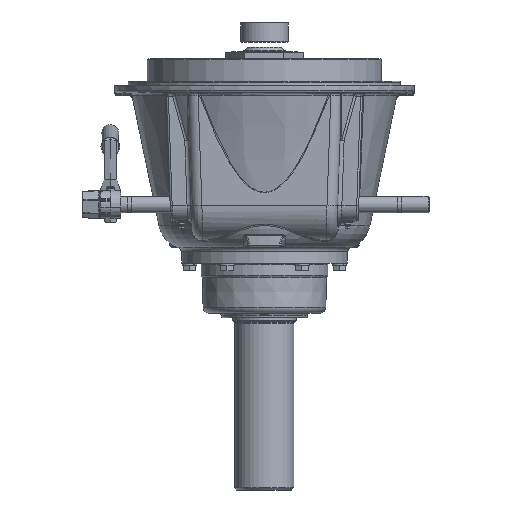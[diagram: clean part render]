
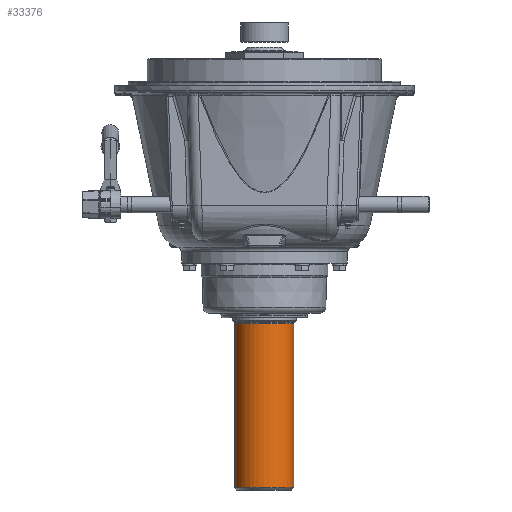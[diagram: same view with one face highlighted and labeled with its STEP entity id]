
A CAD part, front view. The second image highlights one B-rep face of the part: STEP entity #33376.
In plain terms, the highlighted cylindrical face has radius 44.444 mm (diameter 88.887 mm), a partial arc.
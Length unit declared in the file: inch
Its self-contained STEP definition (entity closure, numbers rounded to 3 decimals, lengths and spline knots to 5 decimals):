
#11472 = AXIS2_PLACEMENT_3D ( 'NONE', #38421, #37360, #38285 ) ;
#11488 = AXIS2_PLACEMENT_3D ( 'NONE', #38301, #38282, #38552 ) ;
#22113 = EDGE_CURVE ( 'NONE', #41501, #41719, #68724, .T. ) ;
#22181 = EDGE_CURVE ( 'NONE', #41778, #41164, #68801, .T. ) ;
#22241 = AXIS2_PLACEMENT_3D ( 'NONE', #94394, #93945, #93875 ) ;
#26540 = DIRECTION ( 'NONE',  ( 0., 0., 1. ) ) ;
#26825 = CARTESIAN_POINT ( 'NONE',  ( 1.74975, 0., 3.29462 ) ) ;
#33376 = ADVANCED_FACE ( 'NONE', ( #70006 ), #70009, .T. ) ;
#37360 = DIRECTION ( 'NONE',  ( 0., 0., 1. ) ) ;
#38282 = DIRECTION ( 'NONE',  ( 0., 0., 1. ) ) ;
#38285 = DIRECTION ( 'NONE',  ( 1., 0., 0. ) ) ;
#38301 = CARTESIAN_POINT ( 'NONE',  ( 0., 0., -25.26 ) ) ;
#38421 = CARTESIAN_POINT ( 'NONE',  ( 0., 0., -15.51552 ) ) ;
#38552 = DIRECTION ( 'NONE',  ( 1., 0., 0. ) ) ;
#41164 = VERTEX_POINT ( 'NONE', #54040 ) ;
#41501 = VERTEX_POINT ( 'NONE', #54230 ) ;
#41719 = VERTEX_POINT ( 'NONE', #53820 ) ;
#41778 = VERTEX_POINT ( 'NONE', #53914 ) ;
#49801 = ORIENTED_EDGE ( 'NONE', *, *, #22181, .T. ) ;
#49813 = ORIENTED_EDGE ( 'NONE', *, *, #64987, .F. ) ;
#53820 = CARTESIAN_POINT ( 'NONE',  ( -1.74975, 0., -15.51552 ) ) ;
#53914 = CARTESIAN_POINT ( 'NONE',  ( 1.74975, 0., -25.26 ) ) ;
#54040 = CARTESIAN_POINT ( 'NONE',  ( 1.74975, 0., -15.51552 ) ) ;
#54230 = CARTESIAN_POINT ( 'NONE',  ( -1.74975, 0., -25.26 ) ) ;
#64987 = EDGE_CURVE ( 'NONE', #41719, #41164, #75219, .T. ) ;
#64992 = EDGE_CURVE ( 'NONE', #41501, #41778, #75225, .T. ) ;
#68712 = VECTOR ( 'NONE', #89104, 39.37008 ) ;
#68724 = LINE ( 'NONE', #89157, #68712 ) ;
#68780 = VECTOR ( 'NONE', #26540, 39.37008 ) ;
#68801 = LINE ( 'NONE', #26825, #68780 ) ;
#70006 = FACE_OUTER_BOUND ( 'NONE', #81533, .T. ) ;
#70009 = CYLINDRICAL_SURFACE ( 'NONE', #22241, 1.74975 ) ;
#75166 = ORIENTED_EDGE ( 'NONE', *, *, #22113, .F. ) ;
#75219 = CIRCLE ( 'NONE', #11472, 1.74975 ) ;
#75225 = CIRCLE ( 'NONE', #11488, 1.74975 ) ;
#75301 = ORIENTED_EDGE ( 'NONE', *, *, #64992, .T. ) ;
#81533 = EDGE_LOOP ( 'NONE', ( #75166, #75301, #49801, #49813 ) ) ;
#89104 = DIRECTION ( 'NONE',  ( 0., 0., 1. ) ) ;
#89157 = CARTESIAN_POINT ( 'NONE',  ( -1.74975, 0., 3.29462 ) ) ;
#93875 = DIRECTION ( 'NONE',  ( 1., 0., 0. ) ) ;
#93945 = DIRECTION ( 'NONE',  ( 0., 0., 1. ) ) ;
#94394 = CARTESIAN_POINT ( 'NONE',  ( 0., 0., 3.29462 ) ) ;
